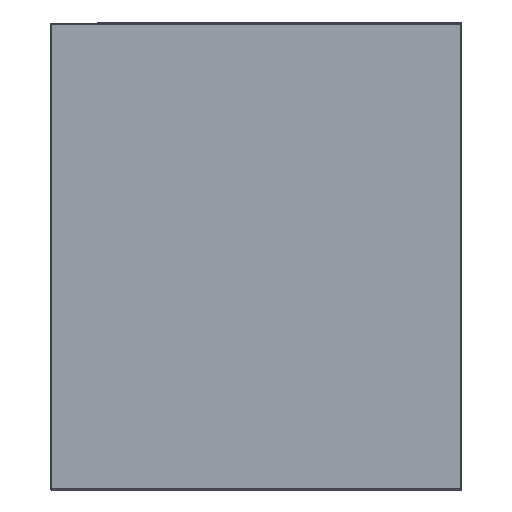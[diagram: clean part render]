
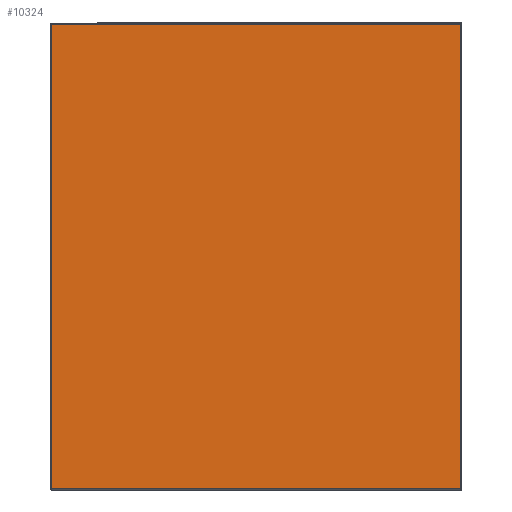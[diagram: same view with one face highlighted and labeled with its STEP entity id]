
A CAD part, left-side view. The second image highlights one B-rep face of the part: STEP entity #10324.
In plain terms, the highlighted planar face has unit normal (-1, 0, 0).
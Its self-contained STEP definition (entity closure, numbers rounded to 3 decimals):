
#319 = CARTESIAN_POINT ( 'NONE',  ( -297.5, 1., -228.5 ) ) ;
#345 = VECTOR ( 'NONE', #7206, 1000. ) ;
#806 = LINE ( 'NONE', #2539, #10148 ) ;
#1671 = ORIENTED_EDGE ( 'NONE', *, *, #10288, .T. ) ;
#2539 = CARTESIAN_POINT ( 'NONE',  ( -297.5, 399., -228.5 ) ) ;
#2603 = VECTOR ( 'NONE', #11789, 1000. ) ;
#2796 = LINE ( 'NONE', #4474, #2603 ) ;
#3261 = VERTEX_POINT ( 'NONE', #11551 ) ;
#4400 = CARTESIAN_POINT ( 'NONE',  ( -297.5, 400., -228.5 ) ) ;
#4474 = CARTESIAN_POINT ( 'NONE',  ( -297.5, 400., 224.086 ) ) ;
#4815 = VERTEX_POINT ( 'NONE', #7203 ) ;
#4816 = DIRECTION ( 'NONE',  ( 0., 0., 1. ) ) ;
#5469 = DIRECTION ( 'NONE',  ( -1., 0., 0. ) ) ;
#5527 = CARTESIAN_POINT ( 'NONE',  ( -297.5, 399., -227.5 ) ) ;
#6079 = ORIENTED_EDGE ( 'NONE', *, *, #9384, .T. ) ;
#6187 = DIRECTION ( 'NONE',  ( 0., 0., -1. ) ) ;
#6684 = ORIENTED_EDGE ( 'NONE', *, *, #9269, .T. ) ;
#7015 = VECTOR ( 'NONE', #4816, 1000. ) ;
#7146 = CARTESIAN_POINT ( 'NONE',  ( -297.5, 400., -227.5 ) ) ;
#7203 = CARTESIAN_POINT ( 'NONE',  ( -297.5, 399., 224.086 ) ) ;
#7206 = DIRECTION ( 'NONE',  ( 0., -1., 0. ) ) ;
#8119 = LINE ( 'NONE', #7146, #345 ) ;
#8242 = PLANE ( 'NONE',  #9722 ) ;
#8419 = LINE ( 'NONE', #319, #7015 ) ;
#9134 = DIRECTION ( 'NONE',  ( 0., 0., 1. ) ) ;
#9269 = EDGE_CURVE ( 'NONE', #4815, #9408, #806, .T. ) ;
#9384 = EDGE_CURVE ( 'NONE', #10199, #3261, #8419, .T. ) ;
#9408 = VERTEX_POINT ( 'NONE', #5527 ) ;
#9577 = CARTESIAN_POINT ( 'NONE',  ( -297.5, 1., -227.5 ) ) ;
#9722 = AXIS2_PLACEMENT_3D ( 'NONE', #4400, #5469, #9134 ) ;
#10148 = VECTOR ( 'NONE', #6187, 1000. ) ;
#10179 = EDGE_LOOP ( 'NONE', ( #6684, #1671, #6079, #11105 ) ) ;
#10199 = VERTEX_POINT ( 'NONE', #9577 ) ;
#10288 = EDGE_CURVE ( 'NONE', #9408, #10199, #8119, .T. ) ;
#10324 = ADVANCED_FACE ( 'NONE', ( #10944 ), #8242, .T. ) ;
#10944 = FACE_OUTER_BOUND ( 'NONE', #10179, .T. ) ;
#11105 = ORIENTED_EDGE ( 'NONE', *, *, #11139, .T. ) ;
#11139 = EDGE_CURVE ( 'NONE', #3261, #4815, #2796, .T. ) ;
#11551 = CARTESIAN_POINT ( 'NONE',  ( -297.5, 1., 224.086 ) ) ;
#11789 = DIRECTION ( 'NONE',  ( 0., 1., 0. ) ) ;
